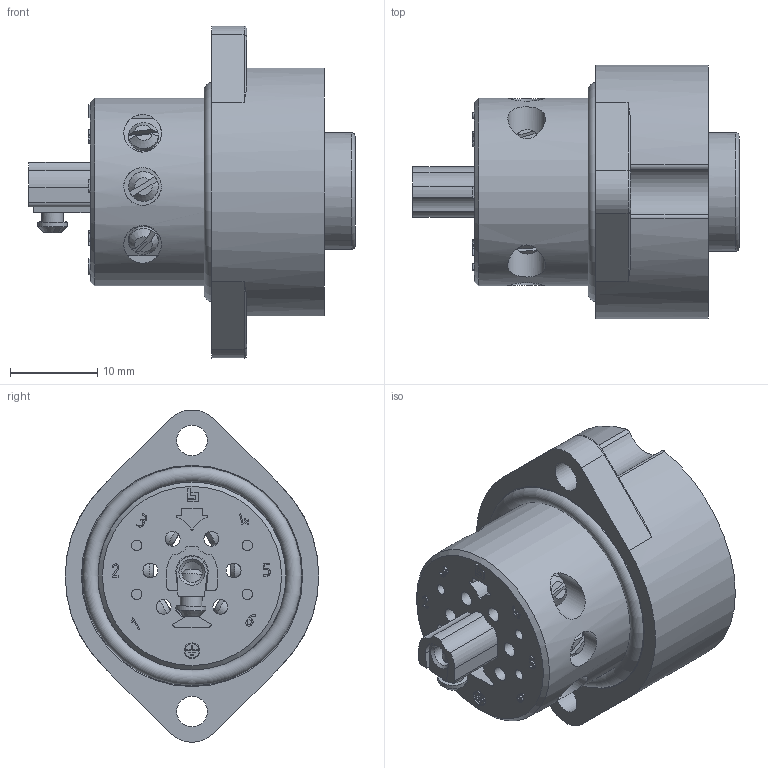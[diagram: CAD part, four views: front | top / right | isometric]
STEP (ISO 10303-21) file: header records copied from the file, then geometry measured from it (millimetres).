
FILE_DESCRIPTION(/* description */ (''),/* implementation_level */ '2;1');
FILE_NAME(/* name */ '09-4220-00-07_001_01.stp',/* time_stamp */ '2014-06-24T13:08:28+02:00',/* author */ (''),/* organization */ (''),/* preprocessor_version */ 'ST-DEVELOPER v14',/* originating_system */ 'SIEMENS PLM Software NX 8.0',/* authorisation */ '');
FILE_SCHEMA (('AUTOMOTIVE_DESIGN { 1 0 10303 214 3 1 1 1 }'));
Length unit declared in the file: millimetre
Products named in the file (1): sach07A44D0Anqf6
Bounding box: 37.3 x 29 x 37.97 mm (x, y, z)
Volume: 11719.4 mm3; surface area: 7992.2 mm2
Topology: 3 solids, 3 shells, 360 faces, 906 edges, 598 vertices
Faces by surface type: plane 177, cylinder 108, cone 34, extrusion 28, torus 11, bspline 2
Full cylindrical faces by diameter (mm): 1.2 x4, 1.6 x1, 1.7 x7, 1.8 x1, 2.4 x1, 2.5 x7, 3.2 x1, 3.4 x7, 3.5 x2, 4.3 x6, 13.6 x1, 18 x1, 21.142 x1, 21.5 x2, 25.06 x1, 25.3 x1
Entity records: 11899 total; most frequent: CARTESIAN_POINT 3775, DIRECTION 1602, ORIENTED_EDGE 1582, EDGE_CURVE 791, AXIS2_PLACEMENT_3D 605, VERTEX_POINT 558, EDGE_LOOP 499, VECTOR 392
